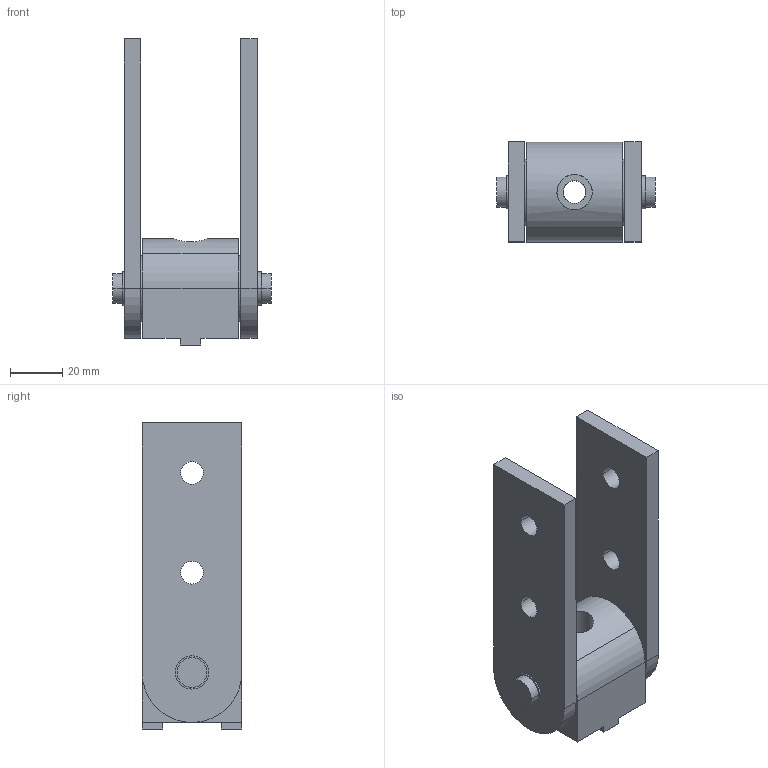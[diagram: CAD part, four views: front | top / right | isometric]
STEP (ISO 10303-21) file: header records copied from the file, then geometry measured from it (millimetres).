
FILE_DESCRIPTION((''),'2;1');
FILE_NAME('15HI8829.stp','2006-03-13T15:35:04',('Shawn Mantel'),('Faztek, LLC'),'Mechanical Desktop 2005','Mechanical Desktop 2005',', , ');
FILE_SCHEMA(('CONFIG_CONTROL_DESIGN'));
Length unit declared in the file: inch
Products named in the file (1): Product
Bounding box: 60.58 x 38.1 x 116.84 mm (x, y, z)
Volume: 96581.6 mm3; surface area: 34389.9 mm2
Topology: 13 solids, 13 shells, 102 faces, 227 edges, 152 vertices
Faces by surface type: cylinder 58, plane 44
Entity records: 3114 total; most frequent: CARTESIAN_POINT 602, DIRECTION 535, ORIENTED_EDGE 454, EDGE_CURVE 227, AXIS2_PLACEMENT_3D 213, VERTEX_POINT 152, EDGE_LOOP 133, CIRCLE 110
